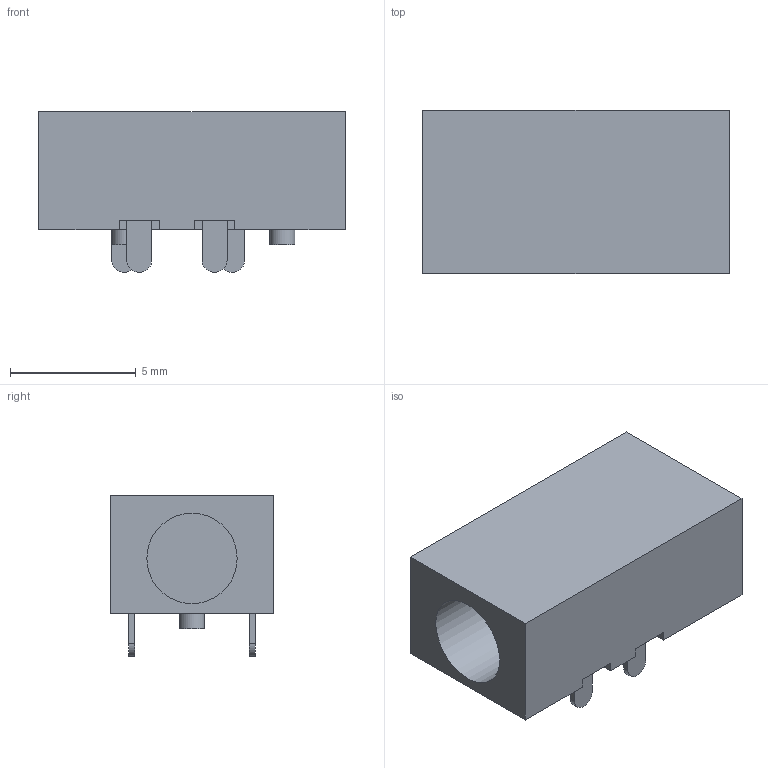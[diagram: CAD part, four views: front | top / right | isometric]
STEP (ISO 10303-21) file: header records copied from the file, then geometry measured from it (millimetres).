
FILE_DESCRIPTION(/* description */ (''),/* implementation_level */ '2;1');
FILE_NAME(/* name */ 'audiojack v14.step',/* time_stamp */ '2022-01-08T00:54:01+11:00',/* author */ (''),/* organization */ (''),/* preprocessor_version */ 'ST-DEVELOPER v18.1',/* originating_system */ 'Autodesk Translation Framework v10.10.0.1391',/* authorisation */ '');
FILE_SCHEMA (('AUTOMOTIVE_DESIGN { 1 0 10303 214 3 1 1 }'));
Length unit declared in the file: millimetre
Products named in the file (2): audiojack; Housing
Assembly tree (1 placements, depth 2):
  audiojack
    Housing
Bounding box: 12.2 x 6.5 x 6.4 mm (x, y, z)
Volume: 257.8 mm3; surface area: 491.1 mm2
Topology: 5 solids, 5 shells, 52 faces, 117 edges, 78 vertices
Faces by surface type: plane 45, cylinder 7
Full cylindrical faces by diameter (mm): 1 x2, 3.6 x1
Entity records: 1492 total; most frequent: CARTESIAN_POINT 250, DIRECTION 241, ORIENTED_EDGE 234, EDGE_CURVE 117, LINE 103, VECTOR 103, VERTEX_POINT 78, AXIS2_PLACEMENT_3D 69
